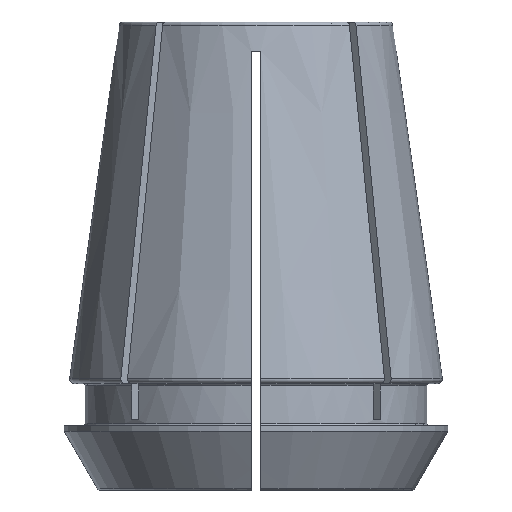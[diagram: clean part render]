
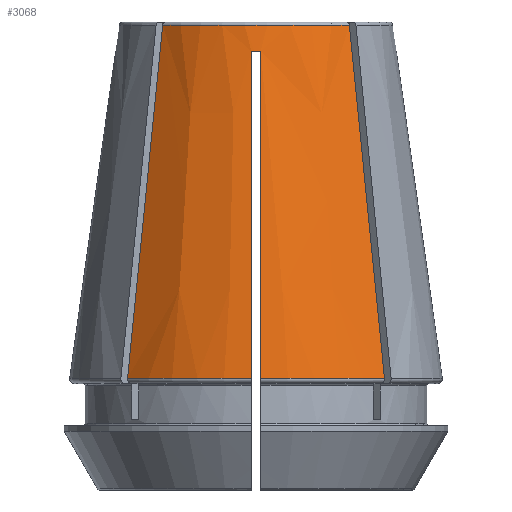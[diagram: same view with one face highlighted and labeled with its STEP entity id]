
A CAD part, front view. The second image highlights one B-rep face of the part: STEP entity #3068.
In plain terms, the highlighted conical face has half-angle 8 degrees and reference radius 11.657 mm.
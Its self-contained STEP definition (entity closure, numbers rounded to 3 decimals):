
#548=B_SPLINE_CURVE_WITH_KNOTS('',3,(#4528,#4529,#4530,#4531),
 .UNSPECIFIED.,.F.,.F.,(4,4),(0.,0.03),
 .UNSPECIFIED.);
#549=B_SPLINE_CURVE_WITH_KNOTS('',3,(#4535,#4536,#4537,#4538),
 .UNSPECIFIED.,.F.,.F.,(4,4),(0.,0.03),
 .UNSPECIFIED.);
#550=B_SPLINE_CURVE_WITH_KNOTS('',3,(#4542,#4543,#4544,#4545,#4546,#4547,
#4548,#4549,#4550,#4551),.UNSPECIFIED.,.F.,.F.,(4,3,3,4),(0.018,
0.022,0.044,0.047),.UNSPECIFIED.);
#551=B_SPLINE_CURVE_WITH_KNOTS('',3,(#4555,#4556,#4557,#4558,#4559,#4560,
#4561,#4562,#4563,#4564),.UNSPECIFIED.,.F.,.F.,(4,3,3,4),(0.018,
0.022,0.044,0.047),.UNSPECIFIED.);
#668=ORIENTED_EDGE('',*,*,#1676,.T.);
#669=ORIENTED_EDGE('',*,*,#1677,.T.);
#670=ORIENTED_EDGE('',*,*,#1678,.F.);
#671=ORIENTED_EDGE('',*,*,#1679,.F.);
#672=ORIENTED_EDGE('',*,*,#1680,.T.);
#673=ORIENTED_EDGE('',*,*,#1681,.F.);
#674=ORIENTED_EDGE('',*,*,#1682,.F.);
#675=ORIENTED_EDGE('',*,*,#1683,.T.);
#1676=EDGE_CURVE('',#2180,#2181,#2516,.T.);
#1677=EDGE_CURVE('',#2181,#2182,#548,.T.);
#1678=EDGE_CURVE('',#2183,#2182,#2517,.T.);
#1679=EDGE_CURVE('',#2184,#2183,#549,.T.);
#1680=EDGE_CURVE('',#2184,#2185,#2518,.T.);
#1681=EDGE_CURVE('',#2186,#2185,#550,.T.);
#1682=EDGE_CURVE('',#2187,#2186,#2519,.T.);
#1683=EDGE_CURVE('',#2187,#2180,#551,.T.);
#2180=VERTEX_POINT('',#4526);
#2181=VERTEX_POINT('',#4527);
#2182=VERTEX_POINT('',#4532);
#2183=VERTEX_POINT('',#4534);
#2184=VERTEX_POINT('',#4539);
#2185=VERTEX_POINT('',#4541);
#2186=VERTEX_POINT('',#4552);
#2187=VERTEX_POINT('',#4554);
#2516=CIRCLE('',#3250,15.936);
#2517=CIRCLE('',#3251,11.694);
#2518=CIRCLE('',#3252,15.936);
#2519=CIRCLE('',#3253,12.009);
#2708=EDGE_LOOP('',(#668,#669,#670,#671,#672,#673,#674,#675));
#2876=FACE_BOUND('',#2708,.T.);
#3044=CONICAL_SURFACE('',#3249,11.657,0.14);
#3068=ADVANCED_FACE('',(#2876),#3044,.T.);
#3249=AXIS2_PLACEMENT_3D('',#4524,#3611,#3612);
#3250=AXIS2_PLACEMENT_3D('',#4525,#3613,#3614);
#3251=AXIS2_PLACEMENT_3D('',#4533,#3615,#3616);
#3252=AXIS2_PLACEMENT_3D('',#4540,#3617,#3618);
#3253=AXIS2_PLACEMENT_3D('',#4553,#3619,#3620);
#3611=DIRECTION('',(0.,0.,-1.));
#3612=DIRECTION('',(-1.,0.,0.));
#3613=DIRECTION('',(0.,0.,1.));
#3614=DIRECTION('',(1.,0.,0.));
#3615=DIRECTION('',(0.,0.,1.));
#3616=DIRECTION('',(1.,0.,0.));
#3617=DIRECTION('',(0.,0.,1.));
#3618=DIRECTION('',(1.,0.,0.));
#3619=DIRECTION('',(0.,0.,-1.));
#3620=DIRECTION('',(-1.,0.,0.));
#4524=CARTESIAN_POINT('',(0.,0.,34.5));
#4525=CARTESIAN_POINT('',(0.,0.,4.056));
#4526=CARTESIAN_POINT('',(0.4,-15.931,4.056));
#4527=CARTESIAN_POINT('',(10.982,-11.548,4.056));
#4528=CARTESIAN_POINT('',(10.982,-11.548,4.056));
#4529=CARTESIAN_POINT('',(9.982,-10.547,14.118));
#4530=CARTESIAN_POINT('',(8.981,-9.547,24.18));
#4531=CARTESIAN_POINT('',(7.981,-8.547,34.242));
#4532=CARTESIAN_POINT('',(7.981,-8.547,34.242));
#4533=CARTESIAN_POINT('',(0.,0.,34.242));
#4534=CARTESIAN_POINT('',(-7.981,-8.547,34.242));
#4535=CARTESIAN_POINT('',(-10.982,-11.548,4.056));
#4536=CARTESIAN_POINT('',(-9.982,-10.547,14.118));
#4537=CARTESIAN_POINT('',(-8.981,-9.547,24.18));
#4538=CARTESIAN_POINT('',(-7.981,-8.547,34.242));
#4539=CARTESIAN_POINT('',(-10.982,-11.548,4.056));
#4540=CARTESIAN_POINT('',(0.,0.,4.056));
#4541=CARTESIAN_POINT('',(-0.4,-15.931,4.056));
#4542=CARTESIAN_POINT('',(-0.4,-12.002,32.));
#4543=CARTESIAN_POINT('',(-0.4,-12.162,30.861));
#4544=CARTESIAN_POINT('',(-0.4,-12.322,29.721));
#4545=CARTESIAN_POINT('',(-0.4,-12.483,28.582));
#4546=CARTESIAN_POINT('',(-0.4,-13.5,21.344));
#4547=CARTESIAN_POINT('',(-0.4,-14.518,14.106));
#4548=CARTESIAN_POINT('',(-0.4,-15.535,6.869));
#4549=CARTESIAN_POINT('',(-0.4,-15.667,5.931));
#4550=CARTESIAN_POINT('',(-0.4,-15.799,4.993));
#4551=CARTESIAN_POINT('',(-0.4,-15.931,4.056));
#4552=CARTESIAN_POINT('',(-0.4,-12.002,32.));
#4553=CARTESIAN_POINT('',(0.,0.,32.));
#4554=CARTESIAN_POINT('',(0.4,-12.002,32.));
#4555=CARTESIAN_POINT('',(0.4,-12.002,32.));
#4556=CARTESIAN_POINT('',(0.4,-12.162,30.861));
#4557=CARTESIAN_POINT('',(0.4,-12.322,29.721));
#4558=CARTESIAN_POINT('',(0.4,-12.483,28.582));
#4559=CARTESIAN_POINT('',(0.4,-13.5,21.344));
#4560=CARTESIAN_POINT('',(0.4,-14.518,14.106));
#4561=CARTESIAN_POINT('',(0.4,-15.535,6.869));
#4562=CARTESIAN_POINT('',(0.4,-15.667,5.931));
#4563=CARTESIAN_POINT('',(0.4,-15.799,4.993));
#4564=CARTESIAN_POINT('',(0.4,-15.931,4.056));
